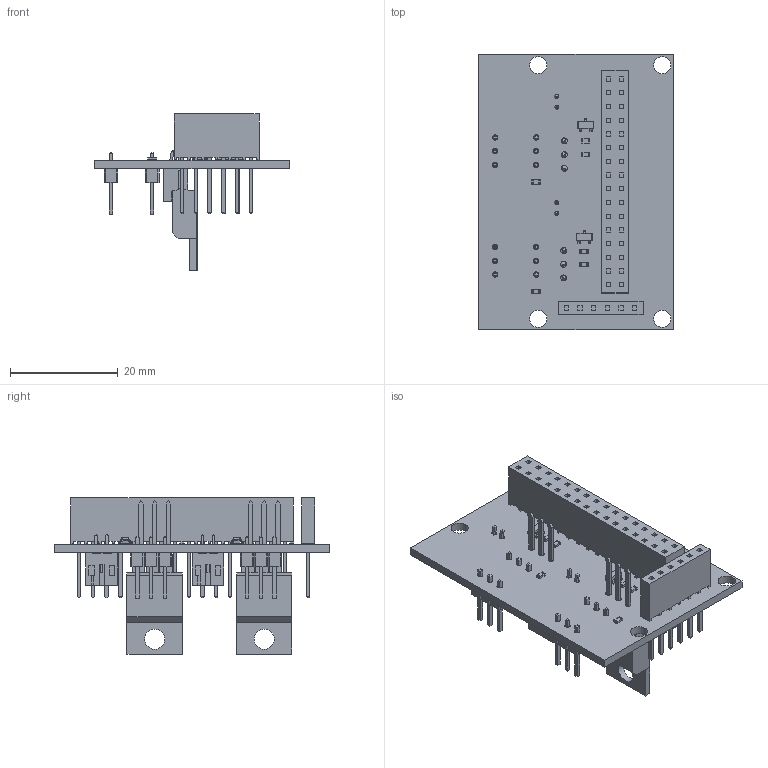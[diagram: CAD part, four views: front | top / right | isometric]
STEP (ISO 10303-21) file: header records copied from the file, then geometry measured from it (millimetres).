
FILE_DESCRIPTION(('KiCad electronic assembly'),'2;1');
FILE_NAME('ABSIS_ALE Relay Module.step','2023-05-10T00:20:46',('Pcbnew') ,('Kicad'),'Open CASCADE STEP processor 7.6','KiCad to STEP converter' ,'Unknown');
FILE_SCHEMA(('AUTOMOTIVE_DESIGN { 1 0 10303 214 1 1 1 1 }'));
Length unit declared in the file: millimetre
Products named in the file (16): ABSIS_ALE Relay Module 1; SSQ-106-03-G-S; COMPOUND; SSQ-116-03-G-D; SOT-23; SOLID; R_0603_1608Metric; JST_PH_B2B-PH-K_1x02_P2.00mm_Vertical; TO-220-3_Vertical; PinHeader_1x03_P2.54mm_Vertical; ABSIS_ALE Relay Module PCB
Assembly tree (26 placements, depth 3):
  ABSIS_ALE Relay Module 1
    SSQ-106-03-G-S
      COMPOUND
    SSQ-116-03-G-D
      COMPOUND
    SOT-23  x2
      SOLID
    R_0603_1608Metric  x6
      SOLID
    JST_PH_B2B-PH-K_1x02_P2.00mm_Vertical  x2
      SOLID
    TO-220-3_Vertical  x2
      SOLID
    PinHeader_1x03_P2.54mm_Vertical  x4
      SOLID
    ABSIS_ALE Relay Module PCB
Bounding box: 36 x 51 x 28.96 mm (x, y, z)
Volume: 6126.7 mm3; surface area: 10494.8 mm2
Topology: 21 solids, 21 shells, 1546 faces, 4088 edges, 2652 vertices
Faces by surface type: plane 1350, cylinder 142, bspline 54
Full cylindrical faces by diameter (mm): 0.75 x4, 1 x50, 1.1 x6, 3.2 x4, 3.735 x2
Entity records: 67730 total; most frequent: CARTESIAN_POINT 11764, DIRECTION 9784, LINE 7470, VECTOR 7470, ORIENTED_EDGE 5268, PCURVE 5268, DEFINITIONAL_REPRESENTATION 5268, EDGE_CURVE 2634
